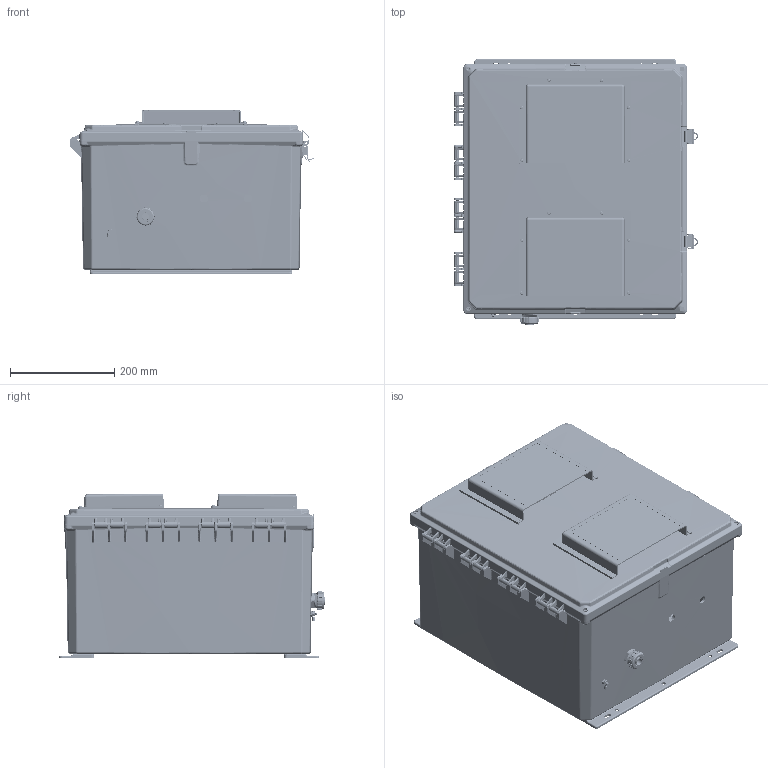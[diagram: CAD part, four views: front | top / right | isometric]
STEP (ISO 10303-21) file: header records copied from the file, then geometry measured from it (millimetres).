
FILE_DESCRIPTION (( 'STEP AP214' ), '1' );
FILE_NAME ('NBPC181610-00VDR.STEP', '2019-06-26T16:25:23', ( '' ), ( '' ), 'SwSTEP 2.0', 'SolidWorks 2018', '' );
FILE_SCHEMA (( 'AUTOMOTIVE_DESIGN' ));
Length unit declared in the file: inch
Products named in the file (21): XCT-0005; XNBPC181610-02; 1BE04-023; Integra-Bottom Insert; XCT-0010; XFS-0026; XFR-0005; XFN-0003; XC-0003; NBPC181610_Lid-vented; NBPC181610_Latch; XCT-0011; Integra-Upper Insert; NBPC181610_16IN-MNT-FLANGE; XFW-0002; NBPC181610-00VDR; NBPC181610_Box; 10-32 NEMA PLATE SCREW; XMH-0001_With Mesh; XF903-01; XM220-01GRY-UL
Assembly tree (53 placements, depth 3):
  NBPC181610-00VDR
    XNBPC181610-02
      NBPC181610_Box
      NBPC181610_Lid-vented
      NBPC181610_Latch  x2
      NBPC181610_16IN-MNT-FLANGE  x2
      Integra-Bottom Insert  x4
      Integra-Upper Insert  x4
    XFW-0002  x5
    XC-0003
    XCT-0005
    XFN-0003  x2
    XFS-0026
    XCT-0010
    XCT-0011
    10-32 NEMA PLATE SCREW  x4
    1BE04-023  x2
    XM220-01GRY-UL  x2
    XFR-0005  x12
    XMH-0001_With Mesh  x2
    XF903-01  x4
Bounding box: 469.2 x 510.57 x 317.02 mm (x, y, z)
Volume: 5494014.8 mm3; surface area: 2334806 mm2
Topology: 320 solids, 321 shells, 10279 faces, 24140 edges, 14104 vertices
Faces by surface type: cylinder 3853, plane 2400, bspline 2044, cone 1765, torus 213, sphere 4
Entity records: 288207 total; most frequent: CARTESIAN_POINT 140807, ORIENTED_EDGE 30420, DIRECTION 24097, EDGE_CURVE 15210, AXIS2_PLACEMENT_3D 9211, VERTEX_POINT 9042, EDGE_LOOP 7100, ADVANCED_FACE 6560
